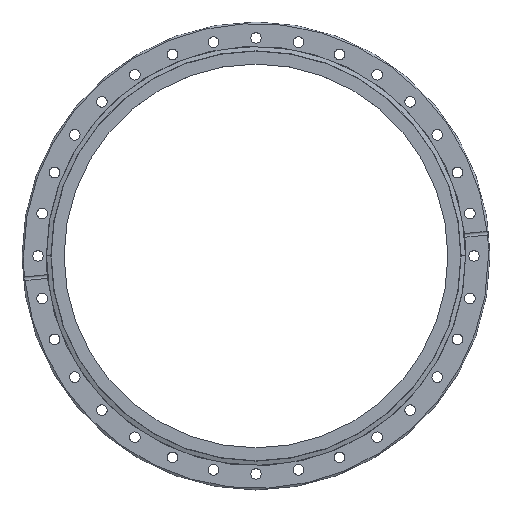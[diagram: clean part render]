
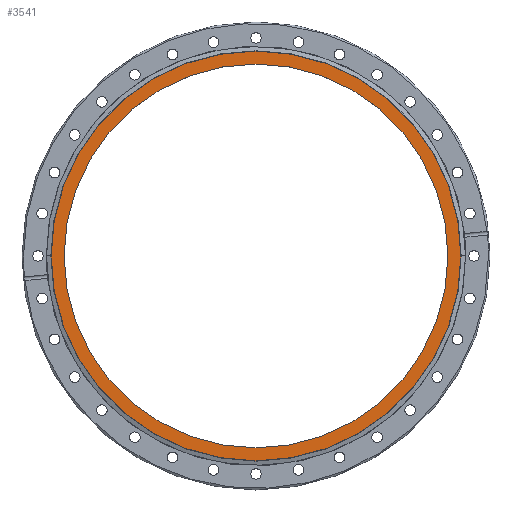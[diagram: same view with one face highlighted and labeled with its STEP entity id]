
A CAD part, top view. The second image highlights one B-rep face of the part: STEP entity #3541.
In plain terms, the highlighted planar face has unit normal (0, 0, 1).
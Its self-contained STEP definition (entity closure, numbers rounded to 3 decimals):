
#28 = ORIENTED_EDGE ( 'NONE', *, *, #1299, .F. ) ;
#43 = CARTESIAN_POINT ( 'NONE',  ( 133.448, 0., -1.2 ) ) ;
#168 = AXIS2_PLACEMENT_3D ( 'NONE', #2799, #402, #3213 ) ;
#215 = DIRECTION ( 'NONE',  ( -1., 0., 0. ) ) ;
#283 = DIRECTION ( 'NONE',  ( 0., 0., -1. ) ) ;
#402 = DIRECTION ( 'NONE',  ( 0., 0., -1. ) ) ;
#477 = EDGE_CURVE ( 'NONE', #811, #4495, #1943, .T. ) ;
#557 = AXIS2_PLACEMENT_3D ( 'NONE', #2670, #283, #3079 ) ;
#811 = VERTEX_POINT ( 'NONE', #2274 ) ;
#1214 = CARTESIAN_POINT ( 'NONE',  ( 0., 0., -1.2 ) ) ;
#1299 = EDGE_CURVE ( 'NONE', #2371, #4307, #3265, .T. ) ;
#1349 = EDGE_CURVE ( 'NONE', #4495, #811, #1952, .T. ) ;
#1614 = DIRECTION ( 'NONE',  ( -1., 0., 0. ) ) ;
#1739 = AXIS2_PLACEMENT_3D ( 'NONE', #4991, #2605, #215 ) ;
#1819 = CARTESIAN_POINT ( 'NONE',  ( 0., 0., -1.2 ) ) ;
#1943 = CIRCLE ( 'NONE', #168, 125. ) ;
#1952 = CIRCLE ( 'NONE', #557, 125. ) ;
#2224 = DIRECTION ( 'NONE',  ( -1., 0., 0. ) ) ;
#2251 = CIRCLE ( 'NONE', #3703, 133.448 ) ;
#2274 = CARTESIAN_POINT ( 'NONE',  ( -125., 0., -1.2 ) ) ;
#2371 = VERTEX_POINT ( 'NONE', #4735 ) ;
#2605 = DIRECTION ( 'NONE',  ( 0., 0., -1. ) ) ;
#2670 = CARTESIAN_POINT ( 'NONE',  ( 0., 0., -1.2 ) ) ;
#2707 = ORIENTED_EDGE ( 'NONE', *, *, #4170, .F. ) ;
#2799 = CARTESIAN_POINT ( 'NONE',  ( 0., 0., -1.2 ) ) ;
#3079 = DIRECTION ( 'NONE',  ( -1., 0., 0. ) ) ;
#3213 = DIRECTION ( 'NONE',  ( -1., 0., 0. ) ) ;
#3265 = CIRCLE ( 'NONE', #4878, 133.448 ) ;
#3367 = PLANE ( 'NONE',  #1739 ) ;
#3419 = FACE_BOUND ( 'NONE', #3982, .T. ) ;
#3541 = ADVANCED_FACE ( 'NONE', ( #4494, #3419 ), #3367, .F. ) ;
#3703 = AXIS2_PLACEMENT_3D ( 'NONE', #1214, #3993, #1614 ) ;
#3982 = EDGE_LOOP ( 'NONE', ( #4950, #4282 ) ) ;
#3993 = DIRECTION ( 'NONE',  ( 0., 0., -1. ) ) ;
#4170 = EDGE_CURVE ( 'NONE', #4307, #2371, #2251, .T. ) ;
#4277 = EDGE_LOOP ( 'NONE', ( #2707, #28 ) ) ;
#4282 = ORIENTED_EDGE ( 'NONE', *, *, #1349, .T. ) ;
#4297 = CARTESIAN_POINT ( 'NONE',  ( 125., 0., -1.2 ) ) ;
#4307 = VERTEX_POINT ( 'NONE', #43 ) ;
#4494 = FACE_OUTER_BOUND ( 'NONE', #4277, .T. ) ;
#4495 = VERTEX_POINT ( 'NONE', #4297 ) ;
#4606 = DIRECTION ( 'NONE',  ( 0., 0., -1. ) ) ;
#4735 = CARTESIAN_POINT ( 'NONE',  ( -133.448, 0., -1.2 ) ) ;
#4878 = AXIS2_PLACEMENT_3D ( 'NONE', #1819, #4606, #2224 ) ;
#4950 = ORIENTED_EDGE ( 'NONE', *, *, #477, .T. ) ;
#4991 = CARTESIAN_POINT ( 'NONE',  ( 133.448, 0., -1.2 ) ) ;
